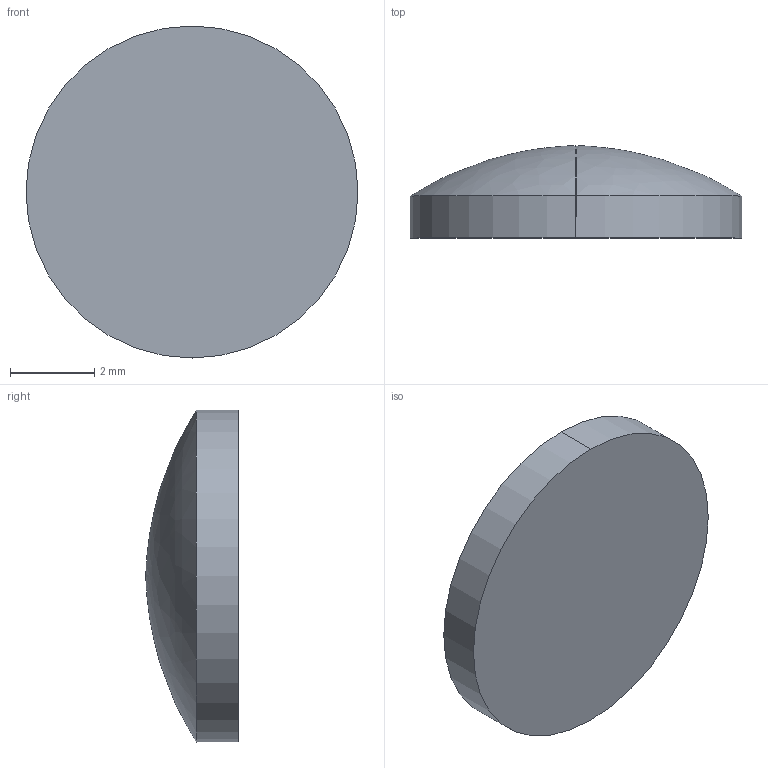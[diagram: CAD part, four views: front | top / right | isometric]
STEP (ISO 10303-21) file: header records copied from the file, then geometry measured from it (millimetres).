
FILE_DESCRIPTION(('STEP AP214'),'1');
FILE_NAME('rbs-27_1119664.stp','2017-06-07T03:36:03',('TraceParts'),('TraceParts S.A.'),'Spatial InterOp 3D',' ',' ');
FILE_SCHEMA(('automotive_design'));
Length unit declared in the file: millimetre
Products named in the file (5): rbs-27_1119664_1; rbs-27_1119664_2; rbs-27_1119664_3; rbs-27_1119664_4; rbs-27_1119664_5
Bounding box: 7.9 x 2.2 x 7.9 mm (x, y, z)
Surface area: 127.1 mm2 (no closed solid volume)
Topology: 0 solids, 5 shells, 5 faces, 18 edges, 16 vertices
Faces by surface type: bspline 2, cylinder 2, plane 1
Entity records: 323 total; most frequent: CARTESIAN_POINT 94, DIRECTION 44, AXIS2_PLACEMENT_3D 20, ORIENTED_EDGE 16, EDGE_CURVE 16, VERTEX_POINT 16, CIRCLE 12, PRODUCT_DEFINITION_CONTEXT 5
